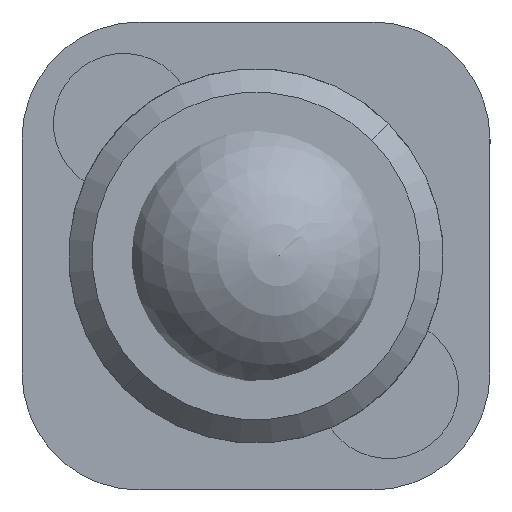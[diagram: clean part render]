
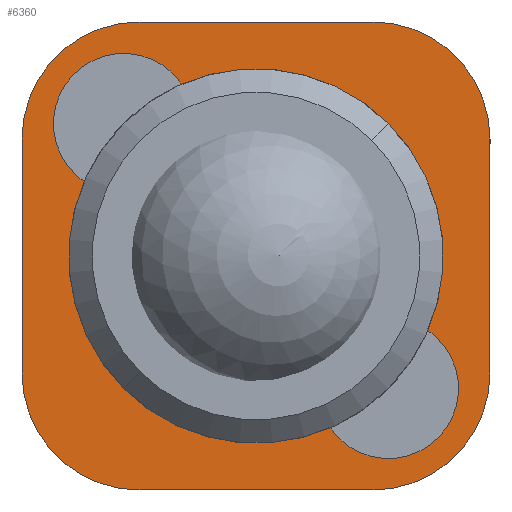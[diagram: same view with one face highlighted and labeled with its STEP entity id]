
A CAD part, front view. The second image highlights one B-rep face of the part: STEP entity #6360.
In plain terms, the highlighted planar face has unit normal (0, -1, 0).
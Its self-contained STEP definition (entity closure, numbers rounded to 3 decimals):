
#52 = DIRECTION ( 'NONE',  ( 0., 0., -1. ) ) ;
#511 = FACE_OUTER_BOUND ( 'NONE', #689, .T. ) ;
#689 = EDGE_LOOP ( 'NONE', ( #4205, #11879, #3282, #4979, #9700, #9811, #2369, #12571 ) ) ;
#730 = VECTOR ( 'NONE', #15282, 1000. ) ;
#951 = VERTEX_POINT ( 'NONE', #2226 ) ;
#1372 = CARTESIAN_POINT ( 'NONE',  ( 10., 0., 10. ) ) ;
#1519 = CARTESIAN_POINT ( 'NONE',  ( 0., 0., 0. ) ) ;
#1543 = VERTEX_POINT ( 'NONE', #9730 ) ;
#1776 = CARTESIAN_POINT ( 'NONE',  ( 5., 0., 10. ) ) ;
#1777 = EDGE_CURVE ( 'NONE', #5528, #7801, #12814, .T. ) ;
#2016 = VERTEX_POINT ( 'NONE', #1776 ) ;
#2208 = AXIS2_PLACEMENT_3D ( 'NONE', #11958, #6055, #10860 ) ;
#2226 = CARTESIAN_POINT ( 'NONE',  ( -10., 0., 5. ) ) ;
#2227 = CARTESIAN_POINT ( 'NONE',  ( -5., 0., 10. ) ) ;
#2258 = VERTEX_POINT ( 'NONE', #2227 ) ;
#2369 = ORIENTED_EDGE ( 'NONE', *, *, #6513, .F. ) ;
#2430 = DIRECTION ( 'NONE',  ( 0., 0., -1. ) ) ;
#2600 = DIRECTION ( 'NONE',  ( 0., -1., 0. ) ) ;
#2760 = FACE_BOUND ( 'NONE', #10080, .T. ) ;
#3248 = VERTEX_POINT ( 'NONE', #13906 ) ;
#3282 = ORIENTED_EDGE ( 'NONE', *, *, #6097, .F. ) ;
#3291 = VERTEX_POINT ( 'NONE', #6967 ) ;
#3304 = CIRCLE ( 'NONE', #9001, 1.5 ) ;
#3510 = EDGE_CURVE ( 'NONE', #7822, #6669, #15367, .T. ) ;
#3817 = CARTESIAN_POINT ( 'NONE',  ( 5.657, 0., 7.157 ) ) ;
#3870 = AXIS2_PLACEMENT_3D ( 'NONE', #6081, #8171, #2430 ) ;
#4072 = DIRECTION ( 'NONE',  ( 0., 0., -1. ) ) ;
#4076 = VECTOR ( 'NONE', #52, 1000. ) ;
#4205 = ORIENTED_EDGE ( 'NONE', *, *, #6158, .F. ) ;
#4472 = DIRECTION ( 'NONE',  ( 0., 0., -1. ) ) ;
#4979 = ORIENTED_EDGE ( 'NONE', *, *, #13250, .T. ) ;
#5106 = CIRCLE ( 'NONE', #3870, 5. ) ;
#5279 = AXIS2_PLACEMENT_3D ( 'NONE', #6562, #14959, #11295 ) ;
#5379 = VERTEX_POINT ( 'NONE', #10203 ) ;
#5528 = VERTEX_POINT ( 'NONE', #3817 ) ;
#5638 = CARTESIAN_POINT ( 'NONE',  ( -5.657, 0., -5.657 ) ) ;
#5705 = EDGE_LOOP ( 'NONE', ( #13626, #13574 ) ) ;
#5719 = CARTESIAN_POINT ( 'NONE',  ( -5.657, 0., -5.657 ) ) ;
#6047 = DIRECTION ( 'NONE',  ( 0., -1., 0. ) ) ;
#6055 = DIRECTION ( 'NONE',  ( 0., -1., 0. ) ) ;
#6081 = CARTESIAN_POINT ( 'NONE',  ( 5., 0., 5. ) ) ;
#6097 = EDGE_CURVE ( 'NONE', #3248, #3291, #15207, .T. ) ;
#6138 = EDGE_CURVE ( 'NONE', #5379, #8797, #7917, .T. ) ;
#6158 = EDGE_CURVE ( 'NONE', #1543, #951, #9286, .T. ) ;
#6334 = FACE_BOUND ( 'NONE', #5705, .T. ) ;
#6360 = ADVANCED_FACE ( 'NONE', ( #6334, #2760, #511 ), #6563, .T. ) ;
#6513 = EDGE_CURVE ( 'NONE', #2258, #2016, #6791, .T. ) ;
#6562 = CARTESIAN_POINT ( 'NONE',  ( -5., 0., -5. ) ) ;
#6563 = PLANE ( 'NONE',  #9133 ) ;
#6669 = VERTEX_POINT ( 'NONE', #10731 ) ;
#6791 = LINE ( 'NONE', #9037, #12663 ) ;
#6967 = CARTESIAN_POINT ( 'NONE',  ( -5., 0., -10. ) ) ;
#7081 = CIRCLE ( 'NONE', #12804, 1.5 ) ;
#7143 = CARTESIAN_POINT ( 'NONE',  ( 5., 0., -5. ) ) ;
#7272 = CIRCLE ( 'NONE', #5279, 5. ) ;
#7366 = EDGE_CURVE ( 'NONE', #2258, #951, #13628, .T. ) ;
#7491 = DIRECTION ( 'NONE',  ( 0., -1., 0. ) ) ;
#7801 = VERTEX_POINT ( 'NONE', #8441 ) ;
#7822 = VERTEX_POINT ( 'NONE', #9608 ) ;
#7917 = CIRCLE ( 'NONE', #13641, 1.5 ) ;
#8147 = DIRECTION ( 'NONE',  ( 0., -1., 0. ) ) ;
#8171 = DIRECTION ( 'NONE',  ( 0., -1., 0. ) ) ;
#8190 = DIRECTION ( 'NONE',  ( 0., 0., 1. ) ) ;
#8441 = CARTESIAN_POINT ( 'NONE',  ( 5.657, 0., 4.157 ) ) ;
#8797 = VERTEX_POINT ( 'NONE', #14845 ) ;
#9001 = AXIS2_PLACEMENT_3D ( 'NONE', #13329, #2600, #4072 ) ;
#9037 = CARTESIAN_POINT ( 'NONE',  ( -10., 0., 10. ) ) ;
#9133 = AXIS2_PLACEMENT_3D ( 'NONE', #1519, #7491, #12478 ) ;
#9244 = DIRECTION ( 'NONE',  ( 0., 0., -1. ) ) ;
#9286 = LINE ( 'NONE', #14044, #11889 ) ;
#9409 = EDGE_CURVE ( 'NONE', #8797, #5379, #7081, .T. ) ;
#9608 = CARTESIAN_POINT ( 'NONE',  ( 10., 0., 5. ) ) ;
#9697 = CARTESIAN_POINT ( 'NONE',  ( 5.657, 0., 5.657 ) ) ;
#9700 = ORIENTED_EDGE ( 'NONE', *, *, #3510, .F. ) ;
#9730 = CARTESIAN_POINT ( 'NONE',  ( -10., 0., -5. ) ) ;
#9811 = ORIENTED_EDGE ( 'NONE', *, *, #9953, .T. ) ;
#9953 = EDGE_CURVE ( 'NONE', #7822, #2016, #5106, .T. ) ;
#10080 = EDGE_LOOP ( 'NONE', ( #10349, #11440 ) ) ;
#10203 = CARTESIAN_POINT ( 'NONE',  ( -5.657, 0., -7.157 ) ) ;
#10349 = ORIENTED_EDGE ( 'NONE', *, *, #9409, .F. ) ;
#10517 = CARTESIAN_POINT ( 'NONE',  ( -10., 0., -10. ) ) ;
#10731 = CARTESIAN_POINT ( 'NONE',  ( 10., 0., -5. ) ) ;
#10860 = DIRECTION ( 'NONE',  ( 0., 0., -1. ) ) ;
#11295 = DIRECTION ( 'NONE',  ( 0., 0., -1. ) ) ;
#11397 = DIRECTION ( 'NONE',  ( 0., -1., 0. ) ) ;
#11440 = ORIENTED_EDGE ( 'NONE', *, *, #6138, .F. ) ;
#11879 = ORIENTED_EDGE ( 'NONE', *, *, #14003, .T. ) ;
#11889 = VECTOR ( 'NONE', #8190, 1000. ) ;
#11958 = CARTESIAN_POINT ( 'NONE',  ( -5., 0., 5. ) ) ;
#12478 = DIRECTION ( 'NONE',  ( 0., 0., -1. ) ) ;
#12571 = ORIENTED_EDGE ( 'NONE', *, *, #7366, .T. ) ;
#12663 = VECTOR ( 'NONE', #13952, 1000. ) ;
#12804 = AXIS2_PLACEMENT_3D ( 'NONE', #5638, #15138, #4472 ) ;
#12814 = CIRCLE ( 'NONE', #14318, 1.5 ) ;
#13250 = EDGE_CURVE ( 'NONE', #3248, #6669, #15196, .T. ) ;
#13329 = CARTESIAN_POINT ( 'NONE',  ( 5.657, 0., 5.657 ) ) ;
#13574 = ORIENTED_EDGE ( 'NONE', *, *, #13924, .F. ) ;
#13626 = ORIENTED_EDGE ( 'NONE', *, *, #1777, .F. ) ;
#13628 = CIRCLE ( 'NONE', #2208, 5. ) ;
#13641 = AXIS2_PLACEMENT_3D ( 'NONE', #5719, #11397, #13972 ) ;
#13906 = CARTESIAN_POINT ( 'NONE',  ( 5., 0., -10. ) ) ;
#13924 = EDGE_CURVE ( 'NONE', #7801, #5528, #3304, .T. ) ;
#13952 = DIRECTION ( 'NONE',  ( 1., 0., 0. ) ) ;
#13972 = DIRECTION ( 'NONE',  ( 0., 0., -1. ) ) ;
#14003 = EDGE_CURVE ( 'NONE', #1543, #3291, #7272, .T. ) ;
#14044 = CARTESIAN_POINT ( 'NONE',  ( -10., 0., 10. ) ) ;
#14147 = DIRECTION ( 'NONE',  ( 0., 0., -1. ) ) ;
#14318 = AXIS2_PLACEMENT_3D ( 'NONE', #9697, #6047, #14147 ) ;
#14702 = AXIS2_PLACEMENT_3D ( 'NONE', #7143, #8147, #9244 ) ;
#14845 = CARTESIAN_POINT ( 'NONE',  ( -5.657, 0., -4.157 ) ) ;
#14959 = DIRECTION ( 'NONE',  ( 0., -1., 0. ) ) ;
#15138 = DIRECTION ( 'NONE',  ( 0., -1., 0. ) ) ;
#15196 = CIRCLE ( 'NONE', #14702, 5. ) ;
#15207 = LINE ( 'NONE', #10517, #730 ) ;
#15282 = DIRECTION ( 'NONE',  ( -1., 0., 0. ) ) ;
#15367 = LINE ( 'NONE', #1372, #4076 ) ;
